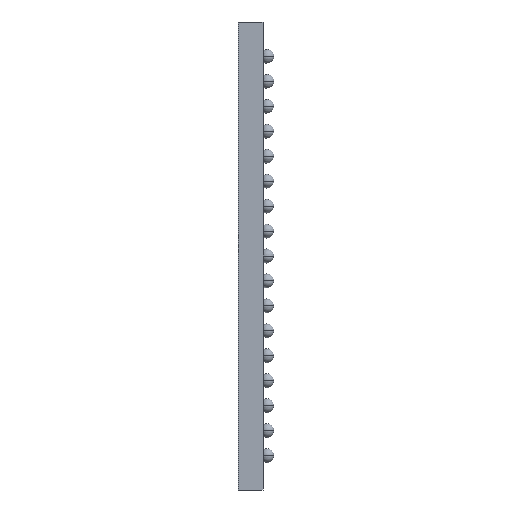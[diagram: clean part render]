
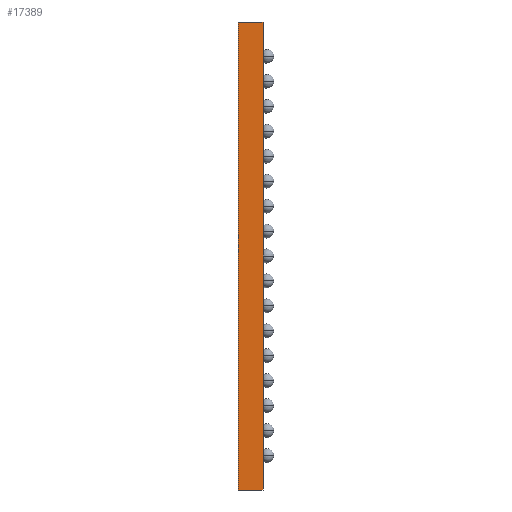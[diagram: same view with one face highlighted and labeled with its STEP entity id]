
A CAD part, left-side view. The second image highlights one B-rep face of the part: STEP entity #17389.
In plain terms, the highlighted planar face has unit normal (-1, 0, 0).
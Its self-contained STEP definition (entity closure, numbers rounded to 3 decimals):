
#346 = EDGE_CURVE ( 'NONE', #15313, #3890, #15497, .T. ) ;
#466 = VECTOR ( 'NONE', #11673, 1000. ) ;
#1343 = CARTESIAN_POINT ( 'NONE',  ( -7.5, 0.35, -7.5 ) ) ;
#1998 = CARTESIAN_POINT ( 'NONE',  ( -7.5, 1.15, 7.5 ) ) ;
#2070 = CARTESIAN_POINT ( 'NONE',  ( -7.5, 1.15, 7.5 ) ) ;
#3474 = DIRECTION ( 'NONE',  ( 0., 0., -1. ) ) ;
#3673 = CARTESIAN_POINT ( 'NONE',  ( -7.5, 1.15, 7.5 ) ) ;
#3890 = VERTEX_POINT ( 'NONE', #11944 ) ;
#4240 = VERTEX_POINT ( 'NONE', #1343 ) ;
#4379 = VECTOR ( 'NONE', #16062, 1000. ) ;
#4841 = EDGE_CURVE ( 'NONE', #16347, #4240, #5606, .T. ) ;
#5332 = EDGE_CURVE ( 'NONE', #16347, #15313, #13301, .T. ) ;
#5606 = LINE ( 'NONE', #12566, #8871 ) ;
#5772 = AXIS2_PLACEMENT_3D ( 'NONE', #2070, #11975, #3474 ) ;
#7547 = CARTESIAN_POINT ( 'NONE',  ( -7.5, 0.35, 7.5 ) ) ;
#8871 = VECTOR ( 'NONE', #9808, 1000. ) ;
#9271 = ORIENTED_EDGE ( 'NONE', *, *, #5332, .F. ) ;
#9508 = VECTOR ( 'NONE', #18266, 1000. ) ;
#9808 = DIRECTION ( 'NONE',  ( 0., -1., 0. ) ) ;
#11673 = DIRECTION ( 'NONE',  ( 0., -1., 0. ) ) ;
#11873 = CARTESIAN_POINT ( 'NONE',  ( -7.5, 1.15, -7.5 ) ) ;
#11920 = LINE ( 'NONE', #7547, #4379 ) ;
#11944 = CARTESIAN_POINT ( 'NONE',  ( -7.5, 0.35, 7.5 ) ) ;
#11975 = DIRECTION ( 'NONE',  ( 1., 0., 0. ) ) ;
#12566 = CARTESIAN_POINT ( 'NONE',  ( -7.5, 1.15, -7.5 ) ) ;
#12778 = EDGE_CURVE ( 'NONE', #4240, #3890, #11920, .T. ) ;
#13301 = LINE ( 'NONE', #14062, #9508 ) ;
#13475 = ORIENTED_EDGE ( 'NONE', *, *, #12778, .T. ) ;
#13838 = ORIENTED_EDGE ( 'NONE', *, *, #4841, .T. ) ;
#14062 = CARTESIAN_POINT ( 'NONE',  ( -7.5, 1.15, 7.5 ) ) ;
#14744 = PLANE ( 'NONE',  #5772 ) ;
#15313 = VERTEX_POINT ( 'NONE', #3673 ) ;
#15497 = LINE ( 'NONE', #1998, #466 ) ;
#16062 = DIRECTION ( 'NONE',  ( 0., 0., 1. ) ) ;
#16347 = VERTEX_POINT ( 'NONE', #11873 ) ;
#17004 = ORIENTED_EDGE ( 'NONE', *, *, #346, .F. ) ;
#17204 = FACE_OUTER_BOUND ( 'NONE', #17544, .T. ) ;
#17389 = ADVANCED_FACE ( 'NONE', ( #17204 ), #14744, .F. ) ;
#17544 = EDGE_LOOP ( 'NONE', ( #13475, #17004, #9271, #13838 ) ) ;
#18266 = DIRECTION ( 'NONE',  ( 0., 0., 1. ) ) ;
